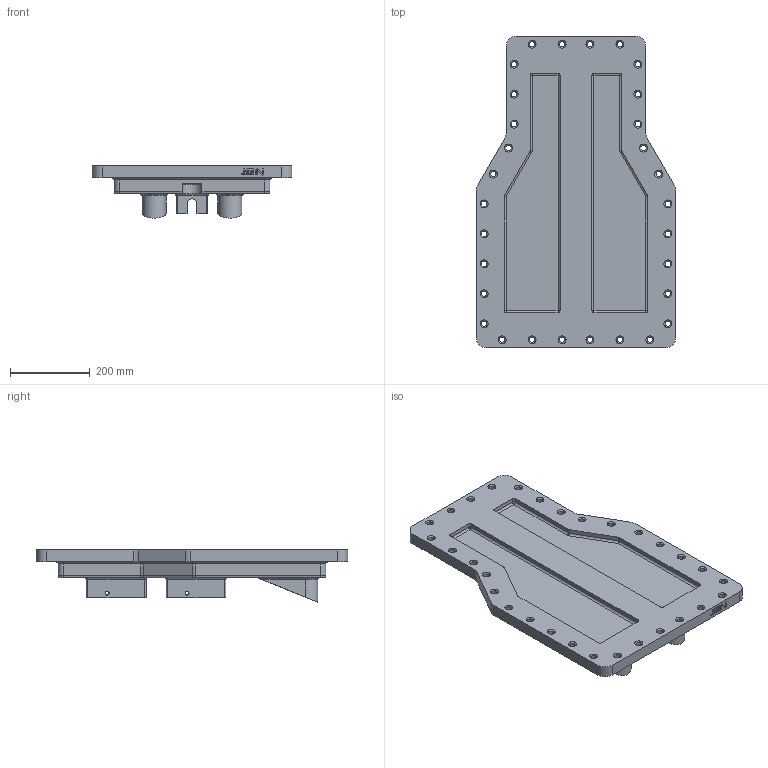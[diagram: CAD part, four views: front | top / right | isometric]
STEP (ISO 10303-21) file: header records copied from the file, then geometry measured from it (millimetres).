
FILE_DESCRIPTION(('CTC-04 geometry with PMI representation and/or presentation','from the NIST MBE PMI Validation and Conformance Testing Project','https://go.usa.gov/mGVm'),'2;1');
FILE_NAME('nist_ctc_04_asme1_ap203.stp','2017-03-10T12:16:37-07:00',(''),(''),'','','');
FILE_SCHEMA (('AP203_CONFIGURATION_CONTROLLED_3D_DESIGN_OF_MECHANICAL_PARTS_AND_ASSEMBLIES_MIM_LF { 1 0 10303 403 2 1 2}'));
Length unit declared in the file: millimetre
Products named in the file (1): nist_ctc_04_asme1
Bounding box: 500 x 780 x 130.6 mm (x, y, z)
Volume: 17518889 mm3; surface area: 1024051.1 mm2
Topology: 1 solids, 2 shells, 406 faces, 1119 edges, 780 vertices
Faces by surface type: cylinder 178, plane 113, cone 64, torus 29, sphere 22
Full cylindrical faces by diameter (mm): 6.65 x12, 10 x4, 10.2 x4, 12 x4, 12.1 x2, 14 x30, 20 x4
Entity records: 22754 total; most frequent: CARTESIAN_POINT 11450, DIRECTION 2224, ORIENTED_EDGE 1661, AXIS2_PLACEMENT_3D 879, EDGE_CURVE 831, EDGE_LOOP 601, VERTEX_POINT 577, LINE 466
